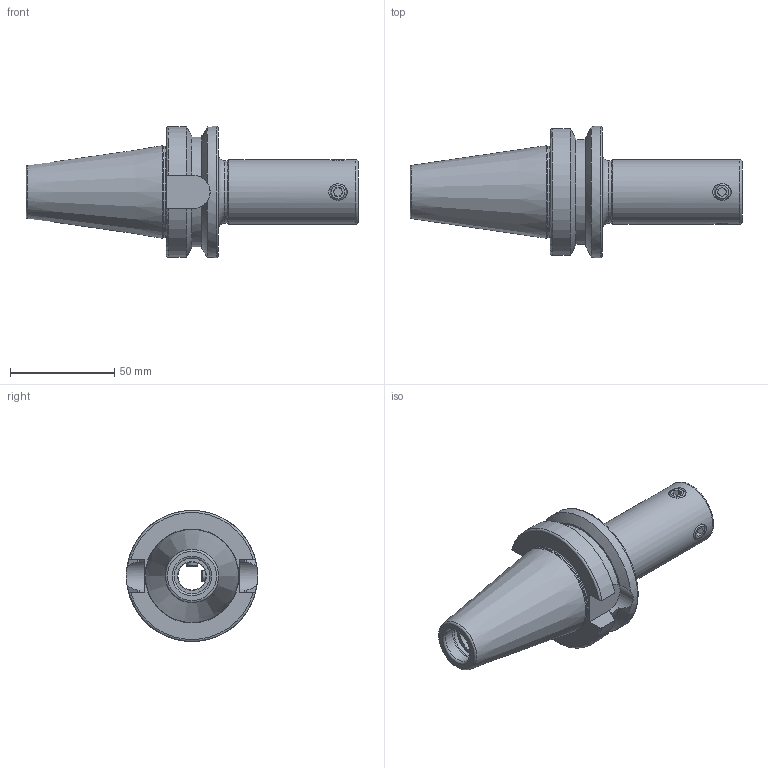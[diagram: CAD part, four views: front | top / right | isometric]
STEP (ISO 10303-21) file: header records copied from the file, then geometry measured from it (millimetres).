
FILE_DESCRIPTION(/* description */ (''),/* implementation_level */ '2;1');
FILE_NAME(/* name */ '01-0694 BT40-S18-94.stp',/* time_stamp */ '2023-02-09T13:44:07+09:00',/* author */ ('YSH'),/* organization */ (''),/* preprocessor_version */ 'ST-DEVELOPER v18.1',/* originating_system */ 'Autodesk Inventor 2022',/* authorisation */ '');
FILE_SCHEMA (('AUTOMOTIVE_DESIGN { 1 0 10303 214 3 1 1 }'));
Length unit declared in the file: millimetre
Products named in the file (3): LO-BT40-S18-94; LO-BT40-S18-94_1; M10x1.0x16.5L
Assembly tree (3 placements, depth 2):
  LO-BT40-S18-94
    LO-BT40-S18-94_1
    M10x1.0x16.5L  x2
Bounding box: 159.4 x 63 x 63 mm (x, y, z)
Volume: 158389.3 mm3; surface area: 32959.7 mm2
Topology: 3 solids, 3 shells, 98 faces, 245 edges, 155 vertices
Faces by surface type: plane 45, cylinder 23, cone 19, torus 11
Full cylindrical faces by diameter (mm): 3.5 x1, 4 x2, 6.917 x2, 8 x2, 13.5 x1, 13.835 x1, 17 x1, 17.6 x1, 18 x1, 19.2 x1, 30 x1, 31 x1, 44 x1, 63 x1
Entity records: 2695 total; most frequent: CARTESIAN_POINT 665, DIRECTION 419, ORIENTED_EDGE 396, EDGE_CURVE 198, AXIS2_PLACEMENT_3D 168, VERTEX_POINT 128, EDGE_LOOP 88, CIRCLE 84
